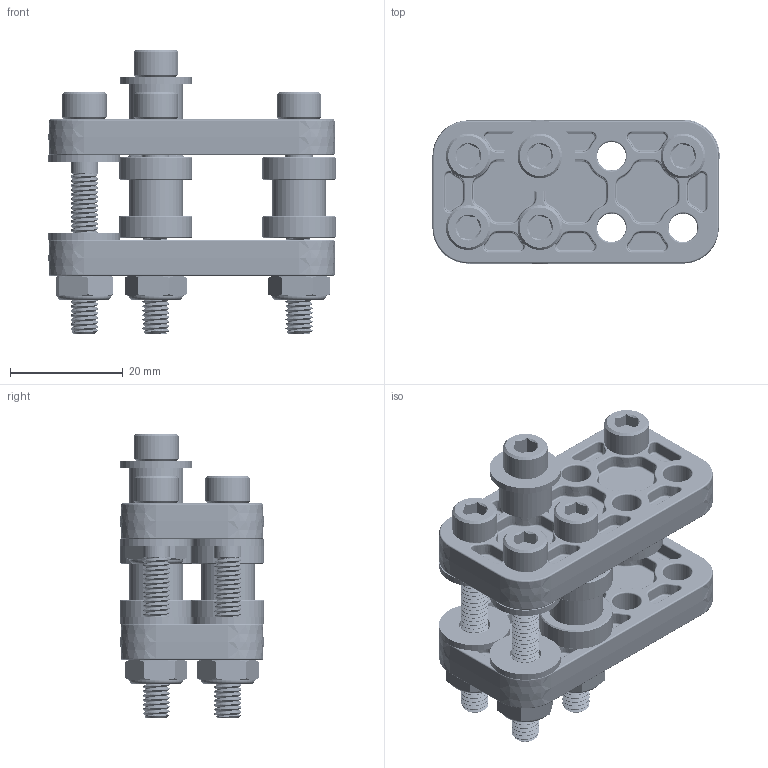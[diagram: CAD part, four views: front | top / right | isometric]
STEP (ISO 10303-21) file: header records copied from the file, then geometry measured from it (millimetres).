
FILE_DESCRIPTION (( 'STEP AP214' ), '1' );
FILE_NAME ('Robits Spring Extend Assembly (Cable Bearing Block).STEP', '2023-10-12T20:20:12', ( '' ), ( '' ), 'SwSTEP 2.0', 'SolidWorks 2022', '' );
FILE_SCHEMA (( 'AUTOMOTIVE_DESIGN' ));
Length unit declared in the file: inch
Products named in the file (8): am-1047 10-32 x 0750 SHCS_am-1047 10-32 x 0750 SHCS; am-4724 5 mm ID 13 mm OD Shielded Bearing_am-4724 5mm ID 13mm OD Shielded Radial Bearing; Robits Spring Extend Assembly (Cable Bearing Block); am-1700 0.194 ID 0.375 OD 0.250 Long Nylon Spacer; am-1014 10-32 x 1500 SHCS_am-1014 10-32 x 1500 SHCS; am-1063 10-32 Nylock Jam Nut_am-1063 10-32 Nylock Jam Nut; am-1026 #10 Flat Washer_am-1026 #10 Flat Washer; am-5006_2x4 RoBits 2x4 Plate
Assembly tree (24 placements, depth 2):
  Robits Spring Extend Assembly (Cable Bearing Block)
    am-1026 #10 Flat Washer_am-1026 #10 Flat Washer  x5
    am-1014 10-32 x 1500 SHCS_am-1014 10-32 x 1500 SHCS  x4
    am-1063 10-32 Nylock Jam Nut_am-1063 10-32 Nylock Jam Nut  x5
    am-1047 10-32 x 0750 SHCS_am-1047 10-32 x 0750 SHCS
    am-5006_2x4 RoBits 2x4 Plate  x2
    am-4724 5 mm ID 13 mm OD Shielded Bearing_am-4724 5mm ID 13mm OD Shielded Radial Bearing  x4
    am-1700 0.194 ID 0.375 OD 0.250 Long Nylon Spacer  x3
Bounding box: 50.93 x 25.66 x 50.44 mm (x, y, z)
Volume: 17811.5 mm3; surface area: 23776.2 mm2
Topology: 89 solids, 89 shells, 2881 faces, 6795 edges, 4060 vertices
Faces by surface type: cylinder 899, torus 854, cone 680, plane 338, sphere 96, bspline 14
Entity records: 44677 total; most frequent: CARTESIAN_POINT 16518, DIRECTION 6323, ORIENTED_EDGE 5548, EDGE_CURVE 2774, AXIS2_PLACEMENT_3D 2758, VERTEX_POINT 1649, CIRCLE 1537, EDGE_LOOP 1259
